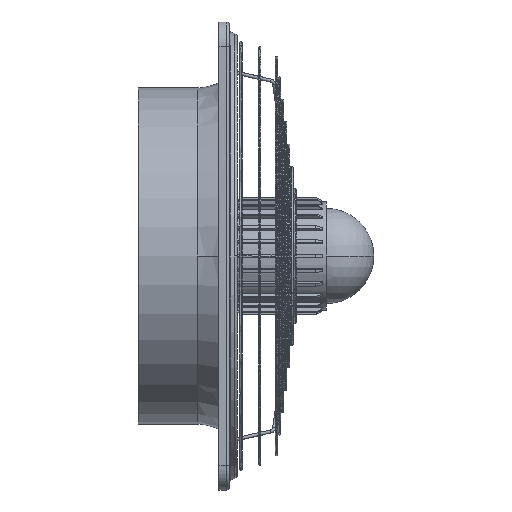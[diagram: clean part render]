
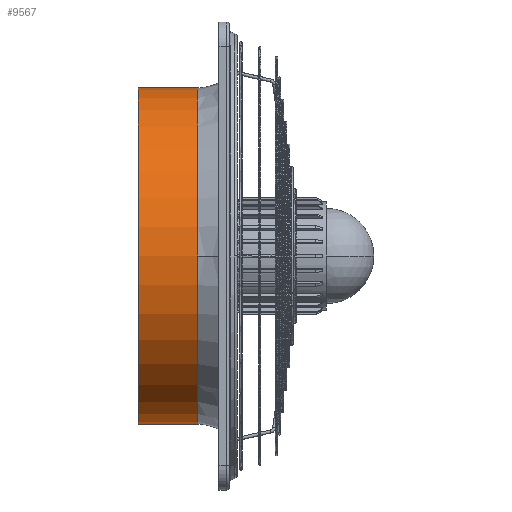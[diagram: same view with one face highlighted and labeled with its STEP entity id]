
A CAD part, front view. The second image highlights one B-rep face of the part: STEP entity #9567.
In plain terms, the highlighted cylindrical face has radius 208.5 mm (diameter 417 mm), a partial arc.
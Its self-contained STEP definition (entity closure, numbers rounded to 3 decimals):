
#1 = CIRCLE ( 'NONE', #26212, 208.5 ) ;
#1121 = EDGE_CURVE ( 'NONE', #19677, #16059, #24956, .T. ) ;
#1814 = CARTESIAN_POINT ( 'NONE',  ( 396.104, -499.362, 208.5 ) ) ;
#2939 = DIRECTION ( 'NONE',  ( 0., 0., 1. ) ) ;
#3432 = EDGE_CURVE ( 'NONE', #27836, #16059, #31834, .T. ) ;
#4157 = EDGE_CURVE ( 'NONE', #27836, #23043, #1, .T. ) ;
#5146 = EDGE_CURVE ( 'NONE', #23043, #31107, #10742, .T. ) ;
#5306 = EDGE_CURVE ( 'NONE', #31107, #19677, #13824, .T. ) ;
#5960 = ORIENTED_EDGE ( 'NONE', *, *, #4157, .T. ) ;
#8054 = DIRECTION ( 'NONE',  ( 1., 0., 0. ) ) ;
#8548 = DIRECTION ( 'NONE',  ( -1., 0., 0. ) ) ;
#8771 = CARTESIAN_POINT ( 'NONE',  ( 470.104, -499.362, 0. ) ) ;
#9567 = ADVANCED_FACE ( 'NONE', ( #30477 ), #32031, .T. ) ;
#10742 = CIRCLE ( 'NONE', #23121, 208.5 ) ;
#11029 = AXIS2_PLACEMENT_3D ( 'NONE', #17863, #20339, #2939 ) ;
#12062 = VECTOR ( 'NONE', #26269, 1000. ) ;
#13824 = LINE ( 'NONE', #16939, #23517 ) ;
#14664 = CARTESIAN_POINT ( 'NONE',  ( 470.104, -499.362, -208.5 ) ) ;
#14694 = AXIS2_PLACEMENT_3D ( 'NONE', #22666, #8054, #30027 ) ;
#16059 = VERTEX_POINT ( 'NONE', #30495 ) ;
#16939 = CARTESIAN_POINT ( 'NONE',  ( 433.104, -499.362, 208.5 ) ) ;
#17863 = CARTESIAN_POINT ( 'NONE',  ( 433.104, -499.362, 0. ) ) ;
#19677 = VERTEX_POINT ( 'NONE', #1814 ) ;
#20339 = DIRECTION ( 'NONE',  ( -1., 0., 0. ) ) ;
#20914 = DIRECTION ( 'NONE',  ( 0., 1., 0. ) ) ;
#21769 = DIRECTION ( 'NONE',  ( -1., 0., 0. ) ) ;
#22666 = CARTESIAN_POINT ( 'NONE',  ( 396.104, -499.362, 0. ) ) ;
#23043 = VERTEX_POINT ( 'NONE', #28972 ) ;
#23121 = AXIS2_PLACEMENT_3D ( 'NONE', #29676, #21769, #26872 ) ;
#23517 = VECTOR ( 'NONE', #27018, 1000. ) ;
#23599 = EDGE_LOOP ( 'NONE', ( #30499, #5960, #25103, #29164, #25788 ) ) ;
#24956 = CIRCLE ( 'NONE', #14694, 208.5 ) ;
#25103 = ORIENTED_EDGE ( 'NONE', *, *, #5146, .T. ) ;
#25788 = ORIENTED_EDGE ( 'NONE', *, *, #1121, .T. ) ;
#26212 = AXIS2_PLACEMENT_3D ( 'NONE', #8771, #8548, #20914 ) ;
#26269 = DIRECTION ( 'NONE',  ( -1., 0., 0. ) ) ;
#26691 = CARTESIAN_POINT ( 'NONE',  ( 433.104, -499.362, -208.5 ) ) ;
#26872 = DIRECTION ( 'NONE',  ( 0., 1., 0. ) ) ;
#27018 = DIRECTION ( 'NONE',  ( -1., 0., 0. ) ) ;
#27836 = VERTEX_POINT ( 'NONE', #14664 ) ;
#28972 = CARTESIAN_POINT ( 'NONE',  ( 470.104, -707.862, 0. ) ) ;
#29164 = ORIENTED_EDGE ( 'NONE', *, *, #5306, .T. ) ;
#29676 = CARTESIAN_POINT ( 'NONE',  ( 470.104, -499.362, 0. ) ) ;
#30027 = DIRECTION ( 'NONE',  ( 0., 0., 1. ) ) ;
#30477 = FACE_OUTER_BOUND ( 'NONE', #23599, .T. ) ;
#30495 = CARTESIAN_POINT ( 'NONE',  ( 396.104, -499.362, -208.5 ) ) ;
#30499 = ORIENTED_EDGE ( 'NONE', *, *, #3432, .F. ) ;
#31107 = VERTEX_POINT ( 'NONE', #31453 ) ;
#31453 = CARTESIAN_POINT ( 'NONE',  ( 470.104, -499.362, 208.5 ) ) ;
#31834 = LINE ( 'NONE', #26691, #12062 ) ;
#32031 = CYLINDRICAL_SURFACE ( 'NONE', #11029, 208.5 ) ;
